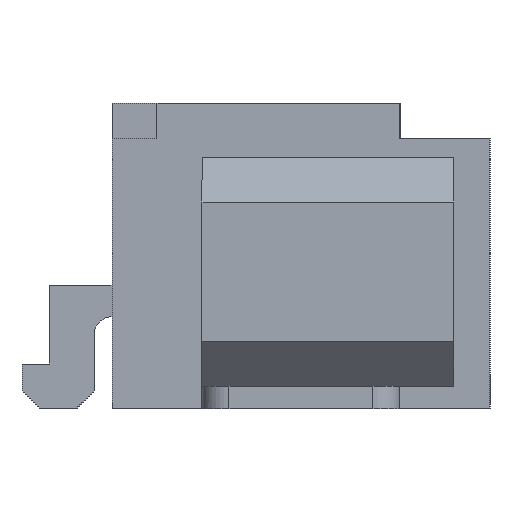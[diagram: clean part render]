
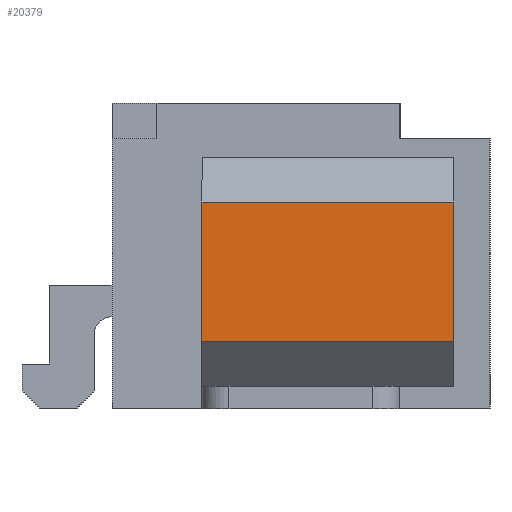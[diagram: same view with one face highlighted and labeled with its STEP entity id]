
A CAD part, left-side view. The second image highlights one B-rep face of the part: STEP entity #20379.
In plain terms, the highlighted planar face has unit normal (-1, 0, 0).
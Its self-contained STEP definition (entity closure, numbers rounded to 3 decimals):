
#8275 = PLANE('',#8276);
#8276 = AXIS2_PLACEMENT_3D('',#8277,#8278,#8279);
#8277 = CARTESIAN_POINT('',(-5.875,-0.35,0.25));
#8278 = DIRECTION('',(0.,-1.,0.));
#8279 = DIRECTION('',(0.,0.,-1.));
#8497 = PLANE('',#8498);
#8498 = AXIS2_PLACEMENT_3D('',#8499,#8500,#8501);
#8499 = CARTESIAN_POINT('',(-5.875,-3.15,0.25));
#8500 = DIRECTION('',(0.,-1.,0.));
#8501 = DIRECTION('',(0.,0.,-1.));
#16092 = PLANE('',#16093);
#16093 = AXIS2_PLACEMENT_3D('',#16094,#16095,#16096);
#16094 = CARTESIAN_POINT('',(-7.625,-0.35,2.3));
#16095 = DIRECTION('',(0.,0.,1.));
#16096 = DIRECTION('',(1.,0.,0.));
#16176 = VERTEX_POINT('',#16177);
#16177 = CARTESIAN_POINT('',(-7.625,-3.15,2.3));
#16198 = EDGE_CURVE('',#16199,#16176,#16201,.T.);
#16199 = VERTEX_POINT('',#16200);
#16200 = CARTESIAN_POINT('',(-7.625,-3.15,0.75));
#16201 = SURFACE_CURVE('',#16202,(#16206,#16213),.PCURVE_S1.);
#16202 = LINE('',#16203,#16204);
#16203 = CARTESIAN_POINT('',(-7.625,-3.15,0.75));
#16204 = VECTOR('',#16205,1.);
#16205 = DIRECTION('',(0.,0.,1.));
#16206 = PCURVE('',#8497,#16207);
#16207 = DEFINITIONAL_REPRESENTATION('',(#16208),#16212);
#16208 = LINE('',#16209,#16210);
#16209 = CARTESIAN_POINT('',(-0.5,-1.75));
#16210 = VECTOR('',#16211,1.);
#16211 = DIRECTION('',(-1.,0.));
#16212 = ( GEOMETRIC_REPRESENTATION_CONTEXT(2)
PARAMETRIC_REPRESENTATION_CONTEXT() REPRESENTATION_CONTEXT('2D SPACE',''
) );
#16213 = PCURVE('',#16214,#16219);
#16214 = PLANE('',#16215);
#16215 = AXIS2_PLACEMENT_3D('',#16216,#16217,#16218);
#16216 = CARTESIAN_POINT('',(-7.625,-0.35,0.75));
#16217 = DIRECTION('',(-1.,0.,0.));
#16218 = DIRECTION('',(0.,0.,1.));
#16219 = DEFINITIONAL_REPRESENTATION('',(#16220),#16224);
#16220 = LINE('',#16221,#16222);
#16221 = CARTESIAN_POINT('',(0.,-2.8));
#16222 = VECTOR('',#16223,1.);
#16223 = DIRECTION('',(1.,0.));
#16224 = ( GEOMETRIC_REPRESENTATION_CONTEXT(2)
PARAMETRIC_REPRESENTATION_CONTEXT() REPRESENTATION_CONTEXT('2D SPACE',''
) );
#16240 = PLANE('',#16241);
#16241 = AXIS2_PLACEMENT_3D('',#16242,#16243,#16244);
#16242 = CARTESIAN_POINT('',(-7.125,-0.35,0.25));
#16243 = DIRECTION('',(-0.707,0.,-0.707));
#16244 = DIRECTION('',(-0.707,0.,0.707));
#16968 = VERTEX_POINT('',#16969);
#16969 = CARTESIAN_POINT('',(-7.625,-0.35,2.3));
#16990 = EDGE_CURVE('',#16991,#16968,#16993,.T.);
#16991 = VERTEX_POINT('',#16992);
#16992 = CARTESIAN_POINT('',(-7.625,-0.35,0.75));
#16993 = SURFACE_CURVE('',#16994,(#16998,#17005),.PCURVE_S1.);
#16994 = LINE('',#16995,#16996);
#16995 = CARTESIAN_POINT('',(-7.625,-0.35,0.75));
#16996 = VECTOR('',#16997,1.);
#16997 = DIRECTION('',(0.,0.,1.));
#16998 = PCURVE('',#8275,#16999);
#16999 = DEFINITIONAL_REPRESENTATION('',(#17000),#17004);
#17000 = LINE('',#17001,#17002);
#17001 = CARTESIAN_POINT('',(-0.5,-1.75));
#17002 = VECTOR('',#17003,1.);
#17003 = DIRECTION('',(-1.,0.));
#17004 = ( GEOMETRIC_REPRESENTATION_CONTEXT(2)
PARAMETRIC_REPRESENTATION_CONTEXT() REPRESENTATION_CONTEXT('2D SPACE',''
) );
#17005 = PCURVE('',#16214,#17006);
#17006 = DEFINITIONAL_REPRESENTATION('',(#17007),#17011);
#17007 = LINE('',#17008,#17009);
#17008 = CARTESIAN_POINT('',(0.,0.));
#17009 = VECTOR('',#17010,1.);
#17010 = DIRECTION('',(1.,0.));
#17011 = ( GEOMETRIC_REPRESENTATION_CONTEXT(2)
PARAMETRIC_REPRESENTATION_CONTEXT() REPRESENTATION_CONTEXT('2D SPACE',''
) );
#20280 = EDGE_CURVE('',#16968,#16176,#20281,.T.);
#20281 = SURFACE_CURVE('',#20282,(#20286,#20293),.PCURVE_S1.);
#20282 = LINE('',#20283,#20284);
#20283 = CARTESIAN_POINT('',(-7.625,-0.35,2.3));
#20284 = VECTOR('',#20285,1.);
#20285 = DIRECTION('',(0.,-1.,0.));
#20286 = PCURVE('',#16092,#20287);
#20287 = DEFINITIONAL_REPRESENTATION('',(#20288),#20292);
#20288 = LINE('',#20289,#20290);
#20289 = CARTESIAN_POINT('',(0.,0.));
#20290 = VECTOR('',#20291,1.);
#20291 = DIRECTION('',(0.,-1.));
#20292 = ( GEOMETRIC_REPRESENTATION_CONTEXT(2)
PARAMETRIC_REPRESENTATION_CONTEXT() REPRESENTATION_CONTEXT('2D SPACE',''
) );
#20293 = PCURVE('',#16214,#20294);
#20294 = DEFINITIONAL_REPRESENTATION('',(#20295),#20299);
#20295 = LINE('',#20296,#20297);
#20296 = CARTESIAN_POINT('',(1.55,0.));
#20297 = VECTOR('',#20298,1.);
#20298 = DIRECTION('',(0.,-1.));
#20299 = ( GEOMETRIC_REPRESENTATION_CONTEXT(2)
PARAMETRIC_REPRESENTATION_CONTEXT() REPRESENTATION_CONTEXT('2D SPACE',''
) );
#20358 = EDGE_CURVE('',#16991,#16199,#20359,.T.);
#20359 = SURFACE_CURVE('',#20360,(#20364,#20371),.PCURVE_S1.);
#20360 = LINE('',#20361,#20362);
#20361 = CARTESIAN_POINT('',(-7.625,-0.35,0.75));
#20362 = VECTOR('',#20363,1.);
#20363 = DIRECTION('',(0.,-1.,0.));
#20364 = PCURVE('',#16240,#20365);
#20365 = DEFINITIONAL_REPRESENTATION('',(#20366),#20370);
#20366 = LINE('',#20367,#20368);
#20367 = CARTESIAN_POINT('',(0.707,0.));
#20368 = VECTOR('',#20369,1.);
#20369 = DIRECTION('',(0.,-1.));
#20370 = ( GEOMETRIC_REPRESENTATION_CONTEXT(2)
PARAMETRIC_REPRESENTATION_CONTEXT() REPRESENTATION_CONTEXT('2D SPACE',''
) );
#20371 = PCURVE('',#16214,#20372);
#20372 = DEFINITIONAL_REPRESENTATION('',(#20373),#20377);
#20373 = LINE('',#20374,#20375);
#20374 = CARTESIAN_POINT('',(0.,0.));
#20375 = VECTOR('',#20376,1.);
#20376 = DIRECTION('',(0.,-1.));
#20377 = ( GEOMETRIC_REPRESENTATION_CONTEXT(2)
PARAMETRIC_REPRESENTATION_CONTEXT() REPRESENTATION_CONTEXT('2D SPACE',''
) );
#20379 = ADVANCED_FACE('',(#20380),#16214,.T.);
#20380 = FACE_BOUND('',#20381,.T.);
#20381 = EDGE_LOOP('',(#20382,#20383,#20384,#20385));
#20382 = ORIENTED_EDGE('',*,*,#20358,.T.);
#20383 = ORIENTED_EDGE('',*,*,#16198,.T.);
#20384 = ORIENTED_EDGE('',*,*,#20280,.F.);
#20385 = ORIENTED_EDGE('',*,*,#16990,.F.);
